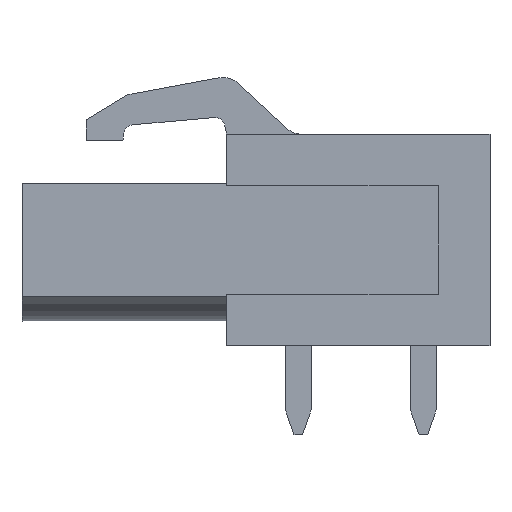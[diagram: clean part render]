
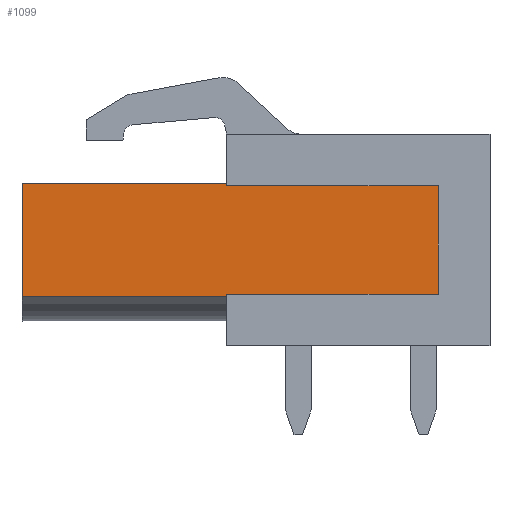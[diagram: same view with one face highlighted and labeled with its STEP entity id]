
A CAD part, front view. The second image highlights one B-rep face of the part: STEP entity #1099.
In plain terms, the highlighted planar face has unit normal (0, -1, 0).
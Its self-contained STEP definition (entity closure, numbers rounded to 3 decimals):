
#1099 = ADVANCED_FACE( '', ( #2231 ), #2232, .F. );
#2231 = FACE_OUTER_BOUND( '', #3879, .T. );
#2232 = PLANE( '', #3880 );
#3879 = EDGE_LOOP( '', ( #6964, #6965, #6966, #6967, #6968, #6969, #6970, #6971 ) );
#3880 = AXIS2_PLACEMENT_3D( '', #6972, #6973, #6974 );
#6964 = ORIENTED_EDGE( '', *, *, #8486, .F. );
#6965 = ORIENTED_EDGE( '', *, *, #7666, .T. );
#6966 = ORIENTED_EDGE( '', *, *, #8270, .F. );
#6967 = ORIENTED_EDGE( '', *, *, #8471, .F. );
#6968 = ORIENTED_EDGE( '', *, *, #7995, .T. );
#6969 = ORIENTED_EDGE( '', *, *, #7652, .T. );
#6970 = ORIENTED_EDGE( '', *, *, #7558, .F. );
#6971 = ORIENTED_EDGE( '', *, *, #7760, .T. );
#6972 = CARTESIAN_POINT( '', ( -1.2, 1., 4.3 ) );
#6973 = DIRECTION( '', ( 0., 1., 0. ) );
#6974 = DIRECTION( '', ( 0., 0., 1. ) );
#7558 = EDGE_CURVE( '', #9042, #9044, #9045, .T. );
#7652 = EDGE_CURVE( '', #9206, #9044, #9207, .T. );
#7666 = EDGE_CURVE( '', #9230, #9228, #9231, .T. );
#7760 = EDGE_CURVE( '', #9042, #9386, #9388, .T. );
#7995 = EDGE_CURVE( '', #9744, #9206, #9745, .T. );
#8270 = EDGE_CURVE( '', #10105, #9228, #10107, .T. );
#8471 = EDGE_CURVE( '', #9744, #10105, #10338, .T. );
#8486 = EDGE_CURVE( '', #9230, #9386, #10353, .T. );
#9042 = VERTEX_POINT( '', #11124 );
#9044 = VERTEX_POINT( '', #11127 );
#9045 = LINE( '', #11128, #11129 );
#9206 = VERTEX_POINT( '', #11353 );
#9207 = LINE( '', #11354, #11355 );
#9228 = VERTEX_POINT( '', #11386 );
#9230 = VERTEX_POINT( '', #11389 );
#9231 = LINE( '', #11390, #11391 );
#9386 = VERTEX_POINT( '', #11608 );
#9388 = LINE( '', #11611, #11612 );
#9744 = VERTEX_POINT( '', #12129 );
#9745 = LINE( '', #12130, #12131 );
#10105 = VERTEX_POINT( '', #12661 );
#10107 = LINE( '', #12664, #12665 );
#10338 = LINE( '', #13004, #13005 );
#10353 = LINE( '', #13023, #13024 );
#11124 = CARTESIAN_POINT( '', ( -9.5, 1., 2.3 ) );
#11127 = CARTESIAN_POINT( '', ( -1.2, 1., 2.3 ) );
#11128 = CARTESIAN_POINT( '', ( -1.2, 1., 2.3 ) );
#11129 = VECTOR( '', #13387, 1000. );
#11353 = CARTESIAN_POINT( '', ( -1.2, 1., 2.65 ) );
#11354 = CARTESIAN_POINT( '', ( -1.2, 1., 2.65 ) );
#11355 = VECTOR( '', #13493, 1000. );
#11386 = CARTESIAN_POINT( '', ( -1.2, 1., -2.65 ) );
#11389 = CARTESIAN_POINT( '', ( -1.2, 1., -2.3 ) );
#11390 = CARTESIAN_POINT( '', ( -1.2, 1., 2.65 ) );
#11391 = VECTOR( '', #13505, 1000. );
#11608 = CARTESIAN_POINT( '', ( -9.5, 1., -2.3 ) );
#11611 = CARTESIAN_POINT( '', ( -9.5, 1., 4.3 ) );
#11612 = VECTOR( '', #13608, 1000. );
#12129 = CARTESIAN_POINT( '', ( 7.4, 1., 2.65 ) );
#12130 = CARTESIAN_POINT( '', ( 7.4, 1., 2.65 ) );
#12131 = VECTOR( '', #13851, 1000. );
#12661 = CARTESIAN_POINT( '', ( 7.4, 1., -2.65 ) );
#12664 = CARTESIAN_POINT( '', ( 7.4, 1., -2.65 ) );
#12665 = VECTOR( '', #14101, 1000. );
#13004 = CARTESIAN_POINT( '', ( 7.4, 1., 2.65 ) );
#13005 = VECTOR( '', #14251, 1000. );
#13023 = CARTESIAN_POINT( '', ( -1.2, 1., -2.3 ) );
#13024 = VECTOR( '', #14255, 1000. );
#13387 = DIRECTION( '', ( 1., 0., 0. ) );
#13493 = DIRECTION( '', ( 0., 0., -1. ) );
#13505 = DIRECTION( '', ( 0., 0., -1. ) );
#13608 = DIRECTION( '', ( 0., 0., -1. ) );
#13851 = DIRECTION( '', ( -1., 0., 0. ) );
#14101 = DIRECTION( '', ( -1., 0., 0. ) );
#14251 = DIRECTION( '', ( 0., 0., -1. ) );
#14255 = DIRECTION( '', ( -1., 0., 0. ) );
